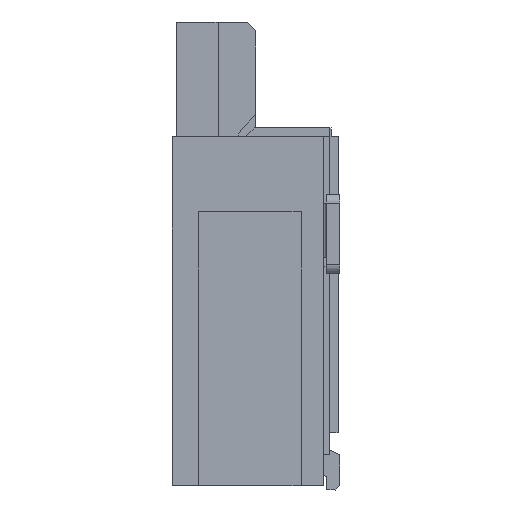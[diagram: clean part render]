
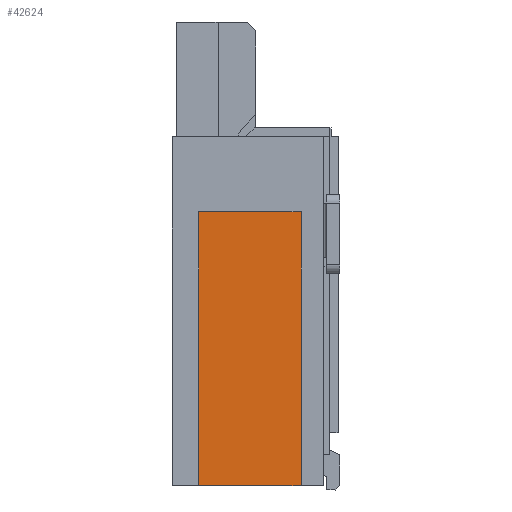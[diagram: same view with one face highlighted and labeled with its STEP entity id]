
A CAD part, left-side view. The second image highlights one B-rep face of the part: STEP entity #42624.
In plain terms, the highlighted planar face has unit normal (-1, 0, 0).
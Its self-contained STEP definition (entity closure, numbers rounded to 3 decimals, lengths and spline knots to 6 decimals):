
#10748=ORIENTED_EDGE('',*,*,#18892,.T.);
#10749=ORIENTED_EDGE('',*,*,#18352,.T.);
#10750=ORIENTED_EDGE('',*,*,#17477,.T.);
#10751=ORIENTED_EDGE('',*,*,#18675,.F.);
#17477=EDGE_CURVE('',#22781,#22780,#27585,.T.);
#18352=EDGE_CURVE('',#23073,#22781,#28419,.T.);
#18675=EDGE_CURVE('',#23153,#22780,#28734,.T.);
#18892=EDGE_CURVE('',#23153,#23073,#28945,.T.);
#22780=VERTEX_POINT('',#65099);
#22781=VERTEX_POINT('',#65101);
#23073=VERTEX_POINT('',#66653);
#23153=VERTEX_POINT('',#67256);
#27585=LINE('',#65100,#33503);
#28419=LINE('',#66652,#34337);
#28734=LINE('',#67257,#34652);
#28945=LINE('',#67732,#34863);
#33503=VECTOR('',#51996,1.);
#34337=VECTOR('',#53682,1.);
#34652=VECTOR('',#54415,1.);
#34863=VECTOR('',#55060,1.);
#36724=EDGE_LOOP('',(#10748,#10749,#10750,#10751));
#38728=FACE_BOUND('',#36724,.T.);
#40646=PLANE('',#45067);
#42624=ADVANCED_FACE('',(#38728),#40646,.T.);
#45067=AXIS2_PLACEMENT_3D('',#67731,#55058,#55059);
#51996=DIRECTION('',(0.,0.,-1.));
#53682=DIRECTION('',(0.,1.,0.));
#54415=DIRECTION('',(0.,1.,0.));
#55058=DIRECTION('',(-1.,0.,0.));
#55059=DIRECTION('',(0.,0.,1.));
#55060=DIRECTION('',(0.,0.,1.));
#65099=CARTESIAN_POINT('',(-0.0121,0.00158,-0.00125));
#65100=CARTESIAN_POINT('',(-0.0121,0.00158,0.));
#65101=CARTESIAN_POINT('',(-0.0121,0.00158,0.00185));
#66652=CARTESIAN_POINT('',(-0.0121,0.00042,0.00185));
#66653=CARTESIAN_POINT('',(-0.0121,0.00042,0.00185));
#67256=CARTESIAN_POINT('',(-0.0121,0.00042,-0.00125));
#67257=CARTESIAN_POINT('',(-0.0121,0.00042,-0.00125));
#67731=CARTESIAN_POINT('',(-0.0121,0.,0.));
#67732=CARTESIAN_POINT('',(-0.0121,0.00042,-0.00125));
